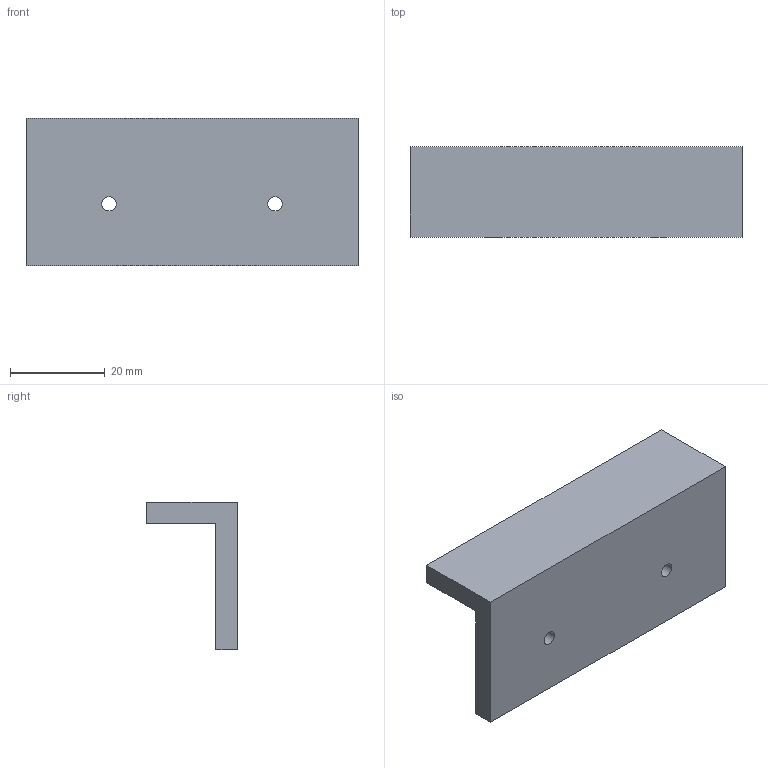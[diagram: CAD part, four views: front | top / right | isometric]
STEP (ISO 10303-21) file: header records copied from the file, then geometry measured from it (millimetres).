
FILE_DESCRIPTION(('HOOPS Exchange Step'),'2;1');
FILE_NAME('temp_export','2023-06-13T19:31:59-04:00',('gmoua'),('Shapr3D Limited'),'HOOPS Exchange 2022.2','Shapr3D','Authorized');
FILE_SCHEMA( ('AUTOMOTIVE_DESIGN { 1 0 10303 214 1 1 1 1 }') );
Length unit declared in the file: millimetre
Products named in the file (1): Hood Sanding Block Clamp
Bounding box: 70 x 19.08 x 31 mm (x, y, z)
Volume: 14294.5 mm3; surface area: 7478.2 mm2
Topology: 1 solids, 1 shells, 10 faces, 26 edges, 18 vertices
Faces by surface type: plane 8, cylinder 2
Full cylindrical faces by diameter (mm): 3 x2
Entity records: 344 total; most frequent: CARTESIAN_POINT 55, DIRECTION 54, ORIENTED_EDGE 52, EDGE_CURVE 26, VECTOR 20, LINE 20, VERTEX_POINT 18, AXIS2_PLACEMENT_3D 17
